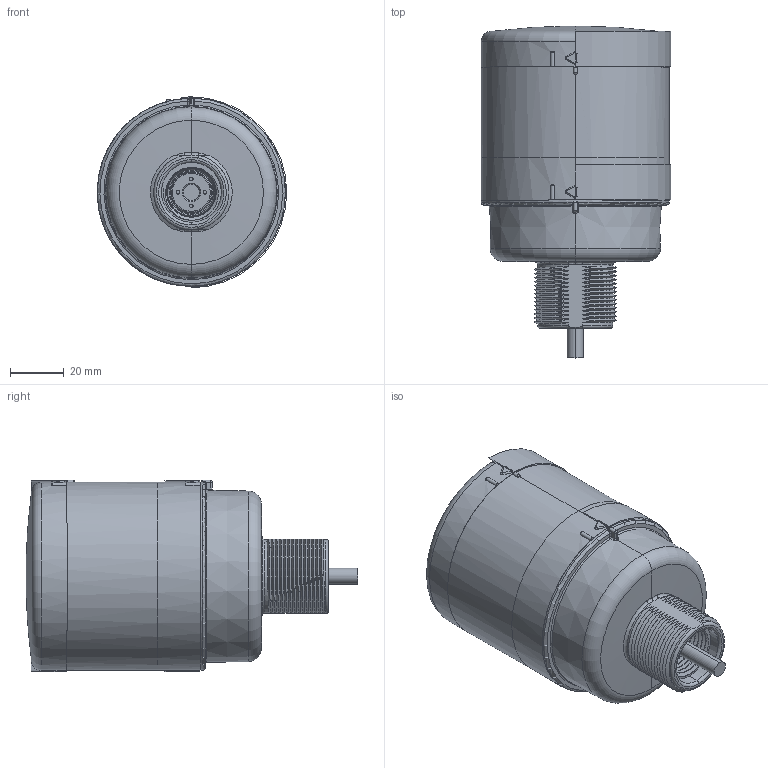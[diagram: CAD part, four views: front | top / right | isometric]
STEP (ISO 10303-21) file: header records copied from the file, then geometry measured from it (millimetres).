
FILE_DESCRIPTION((''),'2;1');
FILE_NAME('181457_ASM','2014-08-08T',('pdmadmin'),(''),'PRO/ENGINEER BY PARAMETRIC TECHNOLOGY CORPORATION, 2013230','PRO/ENGINEER BY PARAMETRIC TECHNOLOGY CORPORATION, 2013230','');
FILE_SCHEMA(('CONFIG_CONTROL_DESIGN'));
Length unit declared in the file: millimetre
Products named in the file (7): 180077; 179879; 179880; 180091; 62676; CABLE_592; 181457_ASM
Assembly tree (6 placements, depth 2):
  181457_ASM
    180077
    179879
    179880
    180091
    62676
    CABLE_592
Bounding box: 70.5 x 123.5 x 71.25 mm (x, y, z)
Volume: 107893.2 mm3; surface area: 76399.1 mm2
Topology: 6 solids, 8 shells, 1213 faces, 2888 edges, 1712 vertices
Faces by surface type: bspline 382, cylinder 326, plane 199, torus 135, cone 100, sphere 71
Entity records: 74168 total; most frequent: CARTESIAN_POINT 48856, ORIENTED_EDGE 5760, DIRECTION 4600, EDGE_CURVE 2884, AXIS2_PLACEMENT_3D 1946, VERTEX_POINT 1712, EDGE_LOOP 1272, FACE_OUTER_BOUND 1213
